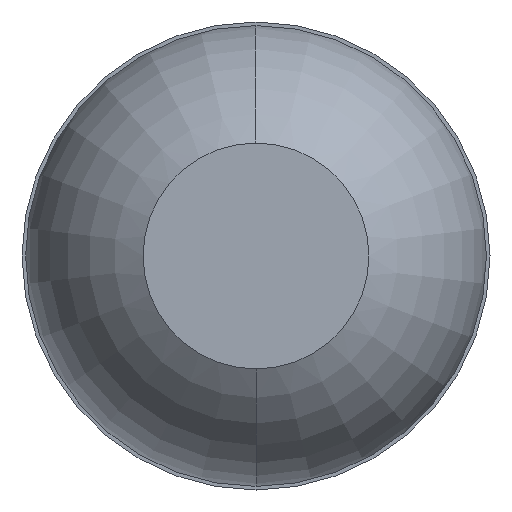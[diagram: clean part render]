
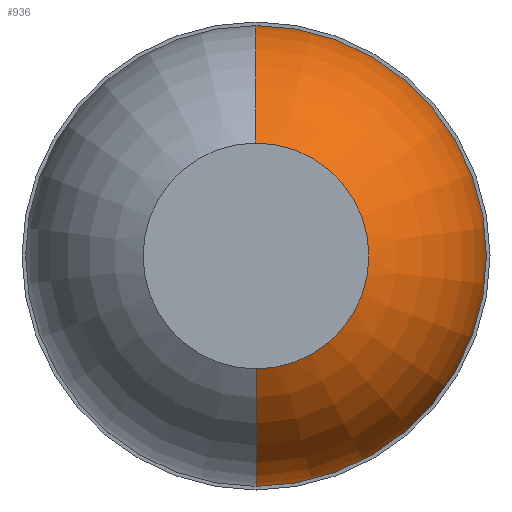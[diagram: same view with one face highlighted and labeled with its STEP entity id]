
A CAD part, front view. The second image highlights one B-rep face of the part: STEP entity #936.
In plain terms, the highlighted toroidal (fillet/blend) face has major radius 0.01 mm and minor radius 0.5 mm.
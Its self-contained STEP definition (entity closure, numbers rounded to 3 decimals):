
#29 = DIRECTION ( 'NONE',  ( 0., -1., 0. ) ) ;
#66 = CARTESIAN_POINT ( 'NONE',  ( 0., -27.4, 0.25 ) ) ;
#142 = CARTESIAN_POINT ( 'NONE',  ( 0., -26.961, -0.01 ) ) ;
#647 = DIRECTION ( 'NONE',  ( 0., 0., -1. ) ) ;
#686 = CARTESIAN_POINT ( 'NONE',  ( 0., -26.961, 0.51 ) ) ;
#759 = VERTEX_POINT ( 'NONE', #686 ) ;
#803 = EDGE_CURVE ( 'Defeature ausgef�hrt1_9+Defeature ausgef�hrt1_3+Defeature ausgef�hrt1_3+Defeature ausgef�hrt1_3', #1173, #3344, #3051, .T. ) ;
#936 = ADVANCED_FACE ( 'Defeature ausgef�hrt1_3', ( #2055 ), #3938, .T. ) ;
#963 = DIRECTION ( 'NONE',  ( 0., 1., 0. ) ) ;
#1023 = CARTESIAN_POINT ( 'NONE',  ( 0., -26.961, -0.51 ) ) ;
#1119 = CIRCLE ( 'NONE', #2834, 0.5 ) ;
#1173 = VERTEX_POINT ( 'NONE', #2855 ) ;
#1220 = VERTEX_POINT ( 'NONE', #1023 ) ;
#1396 = DIRECTION ( 'NONE',  ( 0., 1., 0. ) ) ;
#1512 = AXIS2_PLACEMENT_3D ( 'NONE', #1606, #963, #1932 ) ;
#1606 = CARTESIAN_POINT ( 'NONE',  ( 0., -26.961, 0. ) ) ;
#1638 = CARTESIAN_POINT ( 'NONE',  ( 0., -26.961, 0.01 ) ) ;
#1658 = CIRCLE ( 'NONE', #1512, 0.51 ) ;
#1680 = AXIS2_PLACEMENT_3D ( 'NONE', #3836, #29, #647 ) ;
#1685 = ORIENTED_EDGE ( 'NONE', *, *, #2408, .F. ) ;
#1932 = DIRECTION ( 'NONE',  ( 0., 0., 1. ) ) ;
#2055 = FACE_OUTER_BOUND ( 'NONE', #3898, .T. ) ;
#2323 = DIRECTION ( 'NONE',  ( 0., 0., -1. ) ) ;
#2324 = ORIENTED_EDGE ( 'NONE', *, *, #803, .F. ) ;
#2345 = CIRCLE ( 'NONE', #3195, 0.5 ) ;
#2348 = CARTESIAN_POINT ( 'NONE',  ( 0., -26.961, 0. ) ) ;
#2383 = EDGE_CURVE ( 'NONE', #3344, #759, #1119, .T. ) ;
#2408 = EDGE_CURVE ( 'Defeature ausgef�hrt1_2+Defeature ausgef�hrt1_3+Defeature ausgef�hrt1_3+Defeature ausgef�hrt1_3', #759, #1220, #1658, .T. ) ;
#2656 = DIRECTION ( 'NONE',  ( 1., 0., 0. ) ) ;
#2672 = DIRECTION ( 'NONE',  ( 0., 0., 1. ) ) ;
#2831 = DIRECTION ( 'NONE',  ( -1., 0., 0. ) ) ;
#2834 = AXIS2_PLACEMENT_3D ( 'NONE', #1638, #2831, #3491 ) ;
#2855 = CARTESIAN_POINT ( 'NONE',  ( 0., -27.4, -0.25 ) ) ;
#2963 = ORIENTED_EDGE ( 'NONE', *, *, #2979, .T. ) ;
#2979 = EDGE_CURVE ( 'NONE', #1173, #1220, #2345, .T. ) ;
#3051 = CIRCLE ( 'NONE', #1680, 0.25 ) ;
#3195 = AXIS2_PLACEMENT_3D ( 'NONE', #142, #2656, #2323 ) ;
#3223 = AXIS2_PLACEMENT_3D ( 'NONE', #2348, #1396, #2672 ) ;
#3306 = ORIENTED_EDGE ( 'NONE', *, *, #2383, .F. ) ;
#3344 = VERTEX_POINT ( 'NONE', #66 ) ;
#3491 = DIRECTION ( 'NONE',  ( 0., 0., 1. ) ) ;
#3836 = CARTESIAN_POINT ( 'NONE',  ( 0., -27.4, 0. ) ) ;
#3898 = EDGE_LOOP ( 'NONE', ( #2324, #2963, #1685, #3306 ) ) ;
#3938 = TOROIDAL_SURFACE ( 'NONE', #3223, 0.01, 0.5 ) ;
